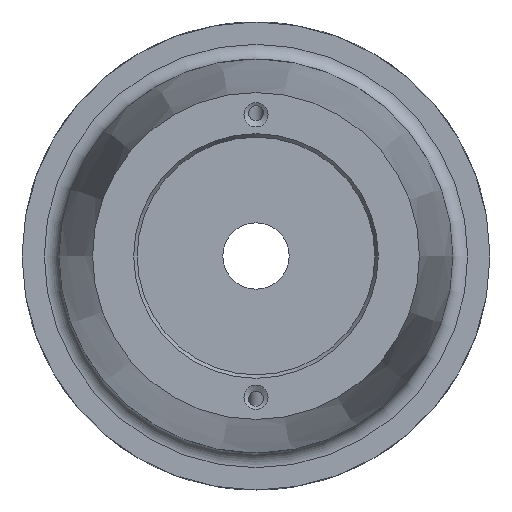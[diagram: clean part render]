
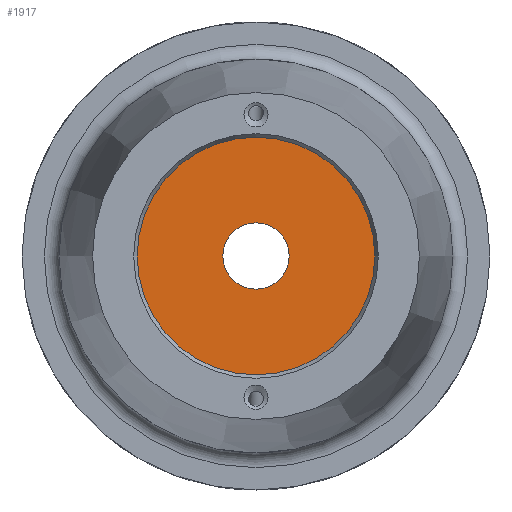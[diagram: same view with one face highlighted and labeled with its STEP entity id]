
A CAD part, left-side view. The second image highlights one B-rep face of the part: STEP entity #1917.
In plain terms, the highlighted planar face has unit normal (-1, 0, 0).
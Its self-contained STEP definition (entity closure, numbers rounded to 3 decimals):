
#45=FACE_BOUND('',#238,.T.);
#64=PLANE('',#2066);
#133=FACE_OUTER_BOUND('',#237,.T.);
#237=EDGE_LOOP('',(#1371,#1372));
#238=EDGE_LOOP('',(#1373));
#633=CIRCLE('',#2067,16.25);
#634=CIRCLE('',#2068,16.25);
#635=CIRCLE('',#2069,4.459);
#776=VERTEX_POINT('',#3203);
#777=VERTEX_POINT('',#3204);
#778=VERTEX_POINT('',#3207);
#1010=EDGE_CURVE('',#776,#777,#633,.T.);
#1011=EDGE_CURVE('',#777,#776,#634,.T.);
#1012=EDGE_CURVE('',#778,#778,#635,.T.);
#1371=ORIENTED_EDGE('',*,*,#1010,.T.);
#1372=ORIENTED_EDGE('',*,*,#1011,.T.);
#1373=ORIENTED_EDGE('',*,*,#1012,.F.);
#1917=ADVANCED_FACE('',(#133,#45),#64,.F.);
#2066=AXIS2_PLACEMENT_3D('',#3202,#2341,#2342);
#2067=AXIS2_PLACEMENT_3D('',#3205,#2343,#2344);
#2068=AXIS2_PLACEMENT_3D('',#3206,#2345,#2346);
#2069=AXIS2_PLACEMENT_3D('',#3208,#2347,#2348);
#2341=DIRECTION('center_axis',(1.,0.,0.));
#2342=DIRECTION('ref_axis',(0.,0.,-1.));
#2343=DIRECTION('center_axis',(-1.,0.,0.));
#2344=DIRECTION('ref_axis',(0.,0.,1.));
#2345=DIRECTION('center_axis',(-1.,0.,0.));
#2346=DIRECTION('ref_axis',(0.,0.,1.));
#2347=DIRECTION('center_axis',(-1.,0.,0.));
#2348=DIRECTION('ref_axis',(0.,0.,-1.));
#3202=CARTESIAN_POINT('Origin',(-34.,0.,16.25));
#3203=CARTESIAN_POINT('',(-34.,0.,16.25));
#3204=CARTESIAN_POINT('',(-34.,0.,-16.25));
#3205=CARTESIAN_POINT('Origin',(-34.,0.,0.));
#3206=CARTESIAN_POINT('Origin',(-34.,0.,0.));
#3207=CARTESIAN_POINT('',(-34.,0.,4.459));
#3208=CARTESIAN_POINT('Origin',(-34.,0.,0.));
